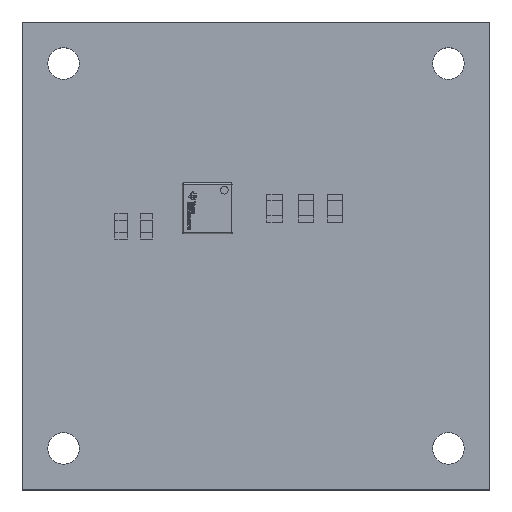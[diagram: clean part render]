
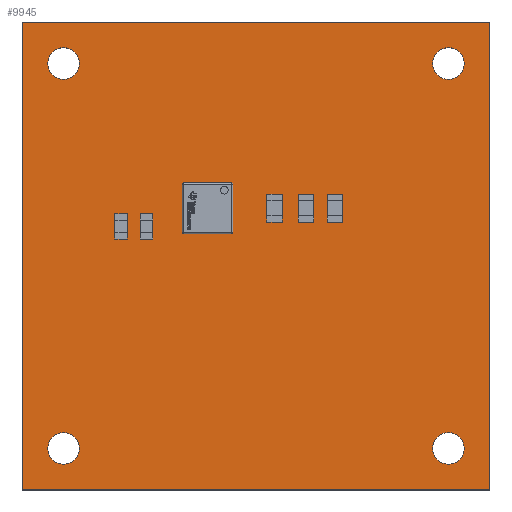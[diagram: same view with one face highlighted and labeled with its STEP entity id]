
A CAD part, top view. The second image highlights one B-rep face of the part: STEP entity #9945.
In plain terms, the highlighted planar face has unit normal (0, 0, 1).
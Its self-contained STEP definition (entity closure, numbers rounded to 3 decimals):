
#731=FACE_BOUND('',#1407,.T.);
#732=FACE_BOUND('',#1408,.T.);
#733=FACE_BOUND('',#1409,.T.);
#734=FACE_BOUND('',#1410,.T.);
#740=CIRCLE('',#10644,0.625);
#742=CIRCLE('',#10647,0.625);
#744=CIRCLE('',#10650,0.625);
#746=CIRCLE('',#10653,0.625);
#836=FACE_OUTER_BOUND('',#1406,.T.);
#1406=EDGE_LOOP('',(#6651,#6652,#6653,#6654));
#1407=EDGE_LOOP('',(#6655));
#1408=EDGE_LOOP('',(#6656));
#1409=EDGE_LOOP('',(#6657));
#1410=EDGE_LOOP('',(#6658));
#1973=LINE('',#13305,#3062);
#1976=LINE('',#13311,#3065);
#1979=LINE('',#13317,#3068);
#1982=LINE('',#13322,#3071);
#3062=VECTOR('',#11169,1.);
#3065=VECTOR('',#11174,1.);
#3068=VECTOR('',#11179,1.);
#3071=VECTOR('',#11184,1.);
#4151=VERTEX_POINT('',#13302);
#4152=VERTEX_POINT('',#13304);
#4154=VERTEX_POINT('',#13310);
#4156=VERTEX_POINT('',#13316);
#4158=VERTEX_POINT('',#13325);
#4160=VERTEX_POINT('',#13331);
#4162=VERTEX_POINT('',#13337);
#4164=VERTEX_POINT('',#13343);
#5133=EDGE_CURVE('',#4151,#4152,#1973,.T.);
#5136=EDGE_CURVE('',#4152,#4154,#1976,.T.);
#5139=EDGE_CURVE('',#4154,#4156,#1979,.T.);
#5142=EDGE_CURVE('',#4156,#4151,#1982,.T.);
#5144=EDGE_CURVE('',#4158,#4158,#740,.T.);
#5147=EDGE_CURVE('',#4160,#4160,#742,.T.);
#5150=EDGE_CURVE('',#4162,#4162,#744,.T.);
#5153=EDGE_CURVE('',#4164,#4164,#746,.T.);
#6651=ORIENTED_EDGE('',*,*,#5133,.F.);
#6652=ORIENTED_EDGE('',*,*,#5142,.F.);
#6653=ORIENTED_EDGE('',*,*,#5139,.F.);
#6654=ORIENTED_EDGE('',*,*,#5136,.F.);
#6655=ORIENTED_EDGE('',*,*,#5144,.F.);
#6656=ORIENTED_EDGE('',*,*,#5147,.F.);
#6657=ORIENTED_EDGE('',*,*,#5150,.F.);
#6658=ORIENTED_EDGE('',*,*,#5153,.F.);
#9574=PLANE('',#10656);
#9945=ADVANCED_FACE('',(#836,#731,#732,#733,#734),#9574,.F.);
#10644=AXIS2_PLACEMENT_3D('',#13326,#11188,#11189);
#10647=AXIS2_PLACEMENT_3D('',#13332,#11195,#11196);
#10650=AXIS2_PLACEMENT_3D('',#13338,#11202,#11203);
#10653=AXIS2_PLACEMENT_3D('',#13344,#11209,#11210);
#10656=AXIS2_PLACEMENT_3D('',#13349,#11216,#11217);
#11169=DIRECTION('',(0.,1.,0.));
#11174=DIRECTION('',(1.,0.,0.));
#11179=DIRECTION('',(0.,-1.,0.));
#11184=DIRECTION('',(-1.,0.,0.));
#11188=DIRECTION('center_axis',(0.,0.,1.));
#11189=DIRECTION('ref_axis',(1.,0.,0.));
#11195=DIRECTION('center_axis',(0.,0.,1.));
#11196=DIRECTION('ref_axis',(1.,0.,0.));
#11202=DIRECTION('center_axis',(0.,0.,1.));
#11203=DIRECTION('ref_axis',(1.,0.,0.));
#11209=DIRECTION('center_axis',(0.,0.,1.));
#11210=DIRECTION('ref_axis',(1.,0.,0.));
#11216=DIRECTION('center_axis',(0.,0.,-1.));
#11217=DIRECTION('ref_axis',(-1.,0.,0.));
#13302=CARTESIAN_POINT('',(103.157,70.617,0.624));
#13304=CARTESIAN_POINT('',(103.157,89.117,0.624));
#13305=CARTESIAN_POINT('',(103.157,70.617,0.624));
#13310=CARTESIAN_POINT('',(121.657,89.117,0.624));
#13311=CARTESIAN_POINT('',(103.157,89.117,0.624));
#13316=CARTESIAN_POINT('',(121.657,70.617,0.624));
#13317=CARTESIAN_POINT('',(121.657,89.117,0.624));
#13322=CARTESIAN_POINT('',(121.657,70.617,0.624));
#13325=CARTESIAN_POINT('',(104.175,72.261,0.624));
#13326=CARTESIAN_POINT('Origin',(104.8,72.261,0.624));
#13331=CARTESIAN_POINT('',(104.175,87.474,0.624));
#13332=CARTESIAN_POINT('Origin',(104.8,87.474,0.624));
#13337=CARTESIAN_POINT('',(119.388,72.261,0.624));
#13338=CARTESIAN_POINT('Origin',(120.013,72.261,0.624));
#13343=CARTESIAN_POINT('',(119.388,87.474,0.624));
#13344=CARTESIAN_POINT('Origin',(120.013,87.474,0.624));
#13349=CARTESIAN_POINT('Origin',(112.407,79.867,0.624));
